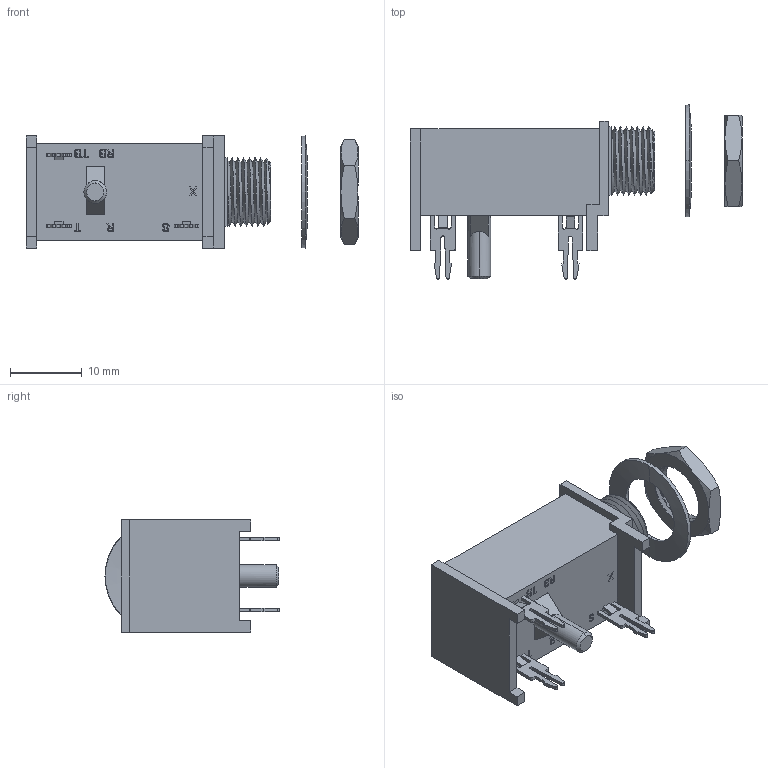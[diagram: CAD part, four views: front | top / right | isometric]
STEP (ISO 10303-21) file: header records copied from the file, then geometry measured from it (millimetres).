
FILE_DESCRIPTION (( 'STEP AP214' ), '1' );
FILE_NAME ('RA49B12A.STEP', '2014-06-30T20:01:38', ( '' ), ( '' ), 'SwSTEP 2.0', 'SolidWorks 2014', '' );
FILE_SCHEMA (( 'AUTOMOTIVE_DESIGN' ));
Length unit declared in the file: inch
Products named in the file (1): RA49B12A
Bounding box: 46.26 x 24.27 x 15.62 mm (x, y, z)
Volume: 4440.9 mm3; surface area: 4028 mm2
Topology: 3 solids, 3 shells, 226 faces, 678 edges, 476 vertices
Faces by surface type: plane 143, cone 42, cylinder 39, bspline 2
Entity records: 10027 total; most frequent: CARTESIAN_POINT 3724, ORIENTED_EDGE 1356, DIRECTION 916, EDGE_CURVE 678, VERTEX_POINT 476, LINE 364, VECTOR 364, AXIS2_PLACEMENT_3D 276
